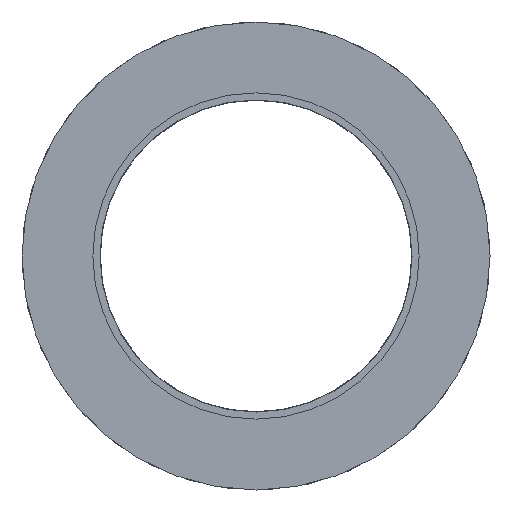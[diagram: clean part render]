
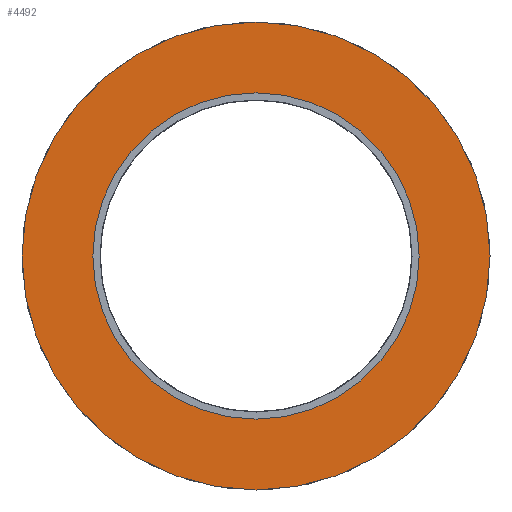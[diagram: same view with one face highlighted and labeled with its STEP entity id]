
A CAD part, front view. The second image highlights one B-rep face of the part: STEP entity #4492.
In plain terms, the highlighted planar face has unit normal (0, -1, 0).
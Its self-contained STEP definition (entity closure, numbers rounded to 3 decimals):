
#374 = FACE_BOUND ( 'NONE', #2189, .T. ) ;
#389 = CARTESIAN_POINT ( 'NONE',  ( 0., 0., -37.5 ) ) ;
#391 = AXIS2_PLACEMENT_3D ( 'NONE', #4768, #2165, #5202 ) ;
#542 = AXIS2_PLACEMENT_3D ( 'NONE', #1596, #5056, #2465 ) ;
#584 = ORIENTED_EDGE ( 'NONE', *, *, #2871, .T. ) ;
#714 = CARTESIAN_POINT ( 'NONE',  ( 0., 0., 26.15 ) ) ;
#1063 = CARTESIAN_POINT ( 'NONE',  ( 0., 0., 0. ) ) ;
#1136 = EDGE_CURVE ( 'NONE', #1510, #5410, #1670, .T. ) ;
#1484 = DIRECTION ( 'NONE',  ( 0., 0., 1. ) ) ;
#1510 = VERTEX_POINT ( 'NONE', #3606 ) ;
#1596 = CARTESIAN_POINT ( 'NONE',  ( 0., 0., 0. ) ) ;
#1670 = CIRCLE ( 'NONE', #542, 37.5 ) ;
#1757 = ORIENTED_EDGE ( 'NONE', *, *, #5086, .F. ) ;
#1984 = DIRECTION ( 'NONE',  ( 0., 0., -1. ) ) ;
#2165 = DIRECTION ( 'NONE',  ( 0., 1., 0. ) ) ;
#2178 = CARTESIAN_POINT ( 'NONE',  ( 0., 0., 0. ) ) ;
#2189 = EDGE_LOOP ( 'NONE', ( #3257, #584 ) ) ;
#2404 = PLANE ( 'NONE',  #4867 ) ;
#2465 = DIRECTION ( 'NONE',  ( 0., 0., 1. ) ) ;
#2604 = CARTESIAN_POINT ( 'NONE',  ( 0., 0., -26.15 ) ) ;
#2636 = DIRECTION ( 'NONE',  ( 0., 0., 1. ) ) ;
#2647 = CIRCLE ( 'NONE', #391, 26.15 ) ;
#2871 = EDGE_CURVE ( 'NONE', #5078, #3565, #4143, .T. ) ;
#3257 = ORIENTED_EDGE ( 'NONE', *, *, #5473, .T. ) ;
#3565 = VERTEX_POINT ( 'NONE', #5411 ) ;
#3606 = CARTESIAN_POINT ( 'NONE',  ( 0., 0., 37.5 ) ) ;
#3692 = FACE_OUTER_BOUND ( 'NONE', #4885, .T. ) ;
#4097 = DIRECTION ( 'NONE',  ( 0., 1., 0. ) ) ;
#4143 = CIRCLE ( 'NONE', #5070, 26.15 ) ;
#4171 = CIRCLE ( 'NONE', #5328, 37.5 ) ;
#4492 = ADVANCED_FACE ( 'NONE', ( #374, #3692 ), #2404, .T. ) ;
#4594 = DIRECTION ( 'NONE',  ( 0., -1., 0. ) ) ;
#4768 = CARTESIAN_POINT ( 'NONE',  ( 0., 0., 0. ) ) ;
#4867 = AXIS2_PLACEMENT_3D ( 'NONE', #714, #4594, #1984 ) ;
#4885 = EDGE_LOOP ( 'NONE', ( #4921, #1757 ) ) ;
#4921 = ORIENTED_EDGE ( 'NONE', *, *, #1136, .F. ) ;
#5056 = DIRECTION ( 'NONE',  ( 0., 1., 0. ) ) ;
#5070 = AXIS2_PLACEMENT_3D ( 'NONE', #1063, #4097, #1484 ) ;
#5078 = VERTEX_POINT ( 'NONE', #2604 ) ;
#5086 = EDGE_CURVE ( 'NONE', #5410, #1510, #4171, .T. ) ;
#5202 = DIRECTION ( 'NONE',  ( 0., 0., 1. ) ) ;
#5210 = DIRECTION ( 'NONE',  ( 0., 1., 0. ) ) ;
#5328 = AXIS2_PLACEMENT_3D ( 'NONE', #2178, #5210, #2636 ) ;
#5410 = VERTEX_POINT ( 'NONE', #389 ) ;
#5411 = CARTESIAN_POINT ( 'NONE',  ( 0., 0., 26.15 ) ) ;
#5473 = EDGE_CURVE ( 'NONE', #3565, #5078, #2647, .T. ) ;
